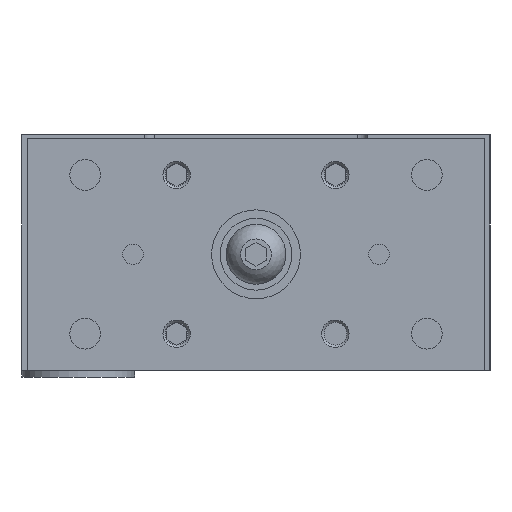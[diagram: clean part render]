
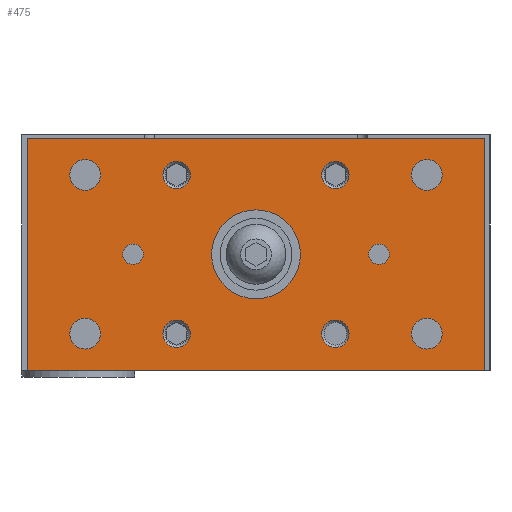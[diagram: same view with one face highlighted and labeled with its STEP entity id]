
A CAD part, left-side view. The second image highlights one B-rep face of the part: STEP entity #475.
In plain terms, the highlighted planar face has unit normal (-1, 0, 0).
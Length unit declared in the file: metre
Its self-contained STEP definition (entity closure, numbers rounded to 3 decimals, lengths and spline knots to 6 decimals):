
#475 = ADVANCED_FACE( '', ( #1308, #1309, #1310, #1311, #1312, #1313, #1314, #1315, #1316, #1317, #1318, #1319 ), #1320, .T. );
#1308 = FACE_OUTER_BOUND( '', #2775, .T. );
#1309 = FACE_BOUND( '', #2776, .T. );
#1310 = FACE_BOUND( '', #2777, .T. );
#1311 = FACE_BOUND( '', #2778, .T. );
#1312 = FACE_BOUND( '', #2779, .T. );
#1313 = FACE_BOUND( '', #2780, .T. );
#1314 = FACE_BOUND( '', #2781, .T. );
#1315 = FACE_BOUND( '', #2782, .T. );
#1316 = FACE_BOUND( '', #2783, .T. );
#1317 = FACE_BOUND( '', #2784, .T. );
#1318 = FACE_BOUND( '', #2785, .T. );
#1319 = FACE_BOUND( '', #2786, .T. );
#1320 = PLANE( '', #2787 );
#2775 = EDGE_LOOP( '', ( #4358, #4359, #4360, #4361 ) );
#2776 = EDGE_LOOP( '', ( #4362 ) );
#2777 = EDGE_LOOP( '', ( #4363 ) );
#2778 = EDGE_LOOP( '', ( #4364 ) );
#2779 = EDGE_LOOP( '', ( #4365 ) );
#2780 = EDGE_LOOP( '', ( #4366 ) );
#2781 = EDGE_LOOP( '', ( #4367 ) );
#2782 = EDGE_LOOP( '', ( #4368 ) );
#2783 = EDGE_LOOP( '', ( #4369 ) );
#2784 = EDGE_LOOP( '', ( #4370 ) );
#2785 = EDGE_LOOP( '', ( #4371 ) );
#2786 = EDGE_LOOP( '', ( #4372 ) );
#2787 = AXIS2_PLACEMENT_3D( '', #4373, #4374, #4375 );
#4358 = ORIENTED_EDGE( '', *, *, #7092, .T. );
#4359 = ORIENTED_EDGE( '', *, *, #7093, .T. );
#4360 = ORIENTED_EDGE( '', *, *, #7094, .T. );
#4361 = ORIENTED_EDGE( '', *, *, #7095, .T. );
#4362 = ORIENTED_EDGE( '', *, *, #7096, .T. );
#4363 = ORIENTED_EDGE( '', *, *, #7097, .F. );
#4364 = ORIENTED_EDGE( '', *, *, #7098, .F. );
#4365 = ORIENTED_EDGE( '', *, *, #7099, .T. );
#4366 = ORIENTED_EDGE( '', *, *, #7100, .T. );
#4367 = ORIENTED_EDGE( '', *, *, #7101, .F. );
#4368 = ORIENTED_EDGE( '', *, *, #7102, .T. );
#4369 = ORIENTED_EDGE( '', *, *, #7103, .F. );
#4370 = ORIENTED_EDGE( '', *, *, #7104, .F. );
#4371 = ORIENTED_EDGE( '', *, *, #6995, .T. );
#4372 = ORIENTED_EDGE( '', *, *, #7105, .T. );
#4373 = CARTESIAN_POINT( '', ( -0.027, -0.067, -0.001 ) );
#4374 = DIRECTION( '', ( -1., 0., 0. ) );
#4375 = DIRECTION( '', ( 0., 0., 1. ) );
#6995 = EDGE_CURVE( '', #8062, #8062, #8063, .T. );
#7092 = EDGE_CURVE( '', #8232, #8233, #8234, .T. );
#7093 = EDGE_CURVE( '', #8233, #8235, #8236, .T. );
#7094 = EDGE_CURVE( '', #8235, #8237, #8238, .T. );
#7095 = EDGE_CURVE( '', #8237, #8232, #8239, .T. );
#7096 = EDGE_CURVE( '', #8240, #8240, #8241, .T. );
#7097 = EDGE_CURVE( '', #8242, #8242, #8243, .T. );
#7098 = EDGE_CURVE( '', #8244, #8244, #8245, .T. );
#7099 = EDGE_CURVE( '', #8246, #8246, #8247, .T. );
#7100 = EDGE_CURVE( '', #8248, #8248, #8249, .T. );
#7101 = EDGE_CURVE( '', #8250, #8250, #8251, .T. );
#7102 = EDGE_CURVE( '', #8252, #8252, #8253, .T. );
#7103 = EDGE_CURVE( '', #8254, #8254, #8255, .T. );
#7104 = EDGE_CURVE( '', #8256, #8256, #8257, .T. );
#7105 = EDGE_CURVE( '', #8258, #8258, #8259, .T. );
#8062 = VERTEX_POINT( '', #9616 );
#8063 = CIRCLE( '', #9617, 0.004 );
#8232 = VERTEX_POINT( '', #9908 );
#8233 = VERTEX_POINT( '', #9909 );
#8234 = LINE( '', #9910, #9911 );
#8235 = VERTEX_POINT( '', #9912 );
#8236 = LINE( '', #9913, #9914 );
#8237 = VERTEX_POINT( '', #9915 );
#8238 = LINE( '', #9916, #9917 );
#8239 = LINE( '', #9918, #9919 );
#8240 = VERTEX_POINT( '', #9920 );
#8241 = CIRCLE( '', #9921, 0.0045 );
#8242 = VERTEX_POINT( '', #9922 );
#8243 = CIRCLE( '', #9923, 0.0045 );
#8244 = VERTEX_POINT( '', #9924 );
#8245 = CIRCLE( '', #9925, 0.0045 );
#8246 = VERTEX_POINT( '', #9926 );
#8247 = CIRCLE( '', #9927, 0.0045 );
#8248 = VERTEX_POINT( '', #9928 );
#8249 = CIRCLE( '', #9929, 0.003 );
#8250 = VERTEX_POINT( '', #9930 );
#8251 = CIRCLE( '', #9931, 0.003 );
#8252 = VERTEX_POINT( '', #9932 );
#8253 = CIRCLE( '', #9933, 0.004 );
#8254 = VERTEX_POINT( '', #9934 );
#8255 = CIRCLE( '', #9935, 0.004 );
#8256 = VERTEX_POINT( '', #9936 );
#8257 = CIRCLE( '', #9937, 0.004 );
#8258 = VERTEX_POINT( '', #9938 );
#8259 = CIRCLE( '', #9939, 0.013 );
#9616 = CARTESIAN_POINT( '', ( -0.027, -0.02725, -0.05825 ) );
#9617 = AXIS2_PLACEMENT_3D( '', #12061, #12062, #12063 );
#9908 = CARTESIAN_POINT( '', ( -0.027, -0.067, -0.069 ) );
#9909 = CARTESIAN_POINT( '', ( -0.027, -0.067, -0.001 ) );
#9910 = CARTESIAN_POINT( '', ( -0.027, -0.067, -0.069 ) );
#9911 = VECTOR( '', #12174, 1. );
#9912 = CARTESIAN_POINT( '', ( -0.027, 0.067, -0.001 ) );
#9913 = CARTESIAN_POINT( '', ( -0.027, -0.067, -0.001 ) );
#9914 = VECTOR( '', #12175, 1. );
#9915 = CARTESIAN_POINT( '', ( -0.027, 0.067, -0.069 ) );
#9916 = CARTESIAN_POINT( '', ( -0.027, 0.067, -0.001 ) );
#9917 = VECTOR( '', #12176, 1. );
#9918 = CARTESIAN_POINT( '', ( -0.027, 0.067, -0.069 ) );
#9919 = VECTOR( '', #12177, 1. );
#9920 = CARTESIAN_POINT( '', ( -0.027, 0.0455, -0.01175 ) );
#9921 = AXIS2_PLACEMENT_3D( '', #12178, #12179, #12180 );
#9922 = CARTESIAN_POINT( '', ( -0.027, -0.0455, -0.01175 ) );
#9923 = AXIS2_PLACEMENT_3D( '', #12181, #12182, #12183 );
#9924 = CARTESIAN_POINT( '', ( -0.027, 0.0455, -0.05825 ) );
#9925 = AXIS2_PLACEMENT_3D( '', #12184, #12185, #12186 );
#9926 = CARTESIAN_POINT( '', ( -0.027, -0.0455, -0.05825 ) );
#9927 = AXIS2_PLACEMENT_3D( '', #12187, #12188, #12189 );
#9928 = CARTESIAN_POINT( '', ( -0.027, 0.039, -0.035 ) );
#9929 = AXIS2_PLACEMENT_3D( '', #12190, #12191, #12192 );
#9930 = CARTESIAN_POINT( '', ( -0.027, -0.039, -0.035 ) );
#9931 = AXIS2_PLACEMENT_3D( '', #12193, #12194, #12195 );
#9932 = CARTESIAN_POINT( '', ( -0.027, 0.02725, -0.01175 ) );
#9933 = AXIS2_PLACEMENT_3D( '', #12196, #12197, #12198 );
#9934 = CARTESIAN_POINT( '', ( -0.027, -0.02725, -0.01175 ) );
#9935 = AXIS2_PLACEMENT_3D( '', #12199, #12200, #12201 );
#9936 = CARTESIAN_POINT( '', ( -0.027, 0.02725, -0.05825 ) );
#9937 = AXIS2_PLACEMENT_3D( '', #12202, #12203, #12204 );
#9938 = CARTESIAN_POINT( '', ( -0.027, 0.013, -0.035 ) );
#9939 = AXIS2_PLACEMENT_3D( '', #12205, #12206, #12207 );
#12061 = CARTESIAN_POINT( '', ( -0.027, -0.02325, -0.05825 ) );
#12062 = DIRECTION( '', ( 1., 0., 0. ) );
#12063 = DIRECTION( '', ( 0., -1., 0. ) );
#12174 = DIRECTION( '', ( 0., 0., 1. ) );
#12175 = DIRECTION( '', ( 0., 1., 0. ) );
#12176 = DIRECTION( '', ( 0., 0., -1. ) );
#12177 = DIRECTION( '', ( 0., -1., 0. ) );
#12178 = CARTESIAN_POINT( '', ( -0.027, 0.05, -0.01175 ) );
#12179 = DIRECTION( '', ( 1., 0., 0. ) );
#12180 = DIRECTION( '', ( 0., -1., 0. ) );
#12181 = CARTESIAN_POINT( '', ( -0.027, -0.05, -0.01175 ) );
#12182 = DIRECTION( '', ( -1., 0., 0. ) );
#12183 = DIRECTION( '', ( 0., 1., 0. ) );
#12184 = CARTESIAN_POINT( '', ( -0.027, 0.05, -0.05825 ) );
#12185 = DIRECTION( '', ( -1., 0., 0. ) );
#12186 = DIRECTION( '', ( 0., -1., 0. ) );
#12187 = CARTESIAN_POINT( '', ( -0.027, -0.05, -0.05825 ) );
#12188 = DIRECTION( '', ( 1., 0., 0. ) );
#12189 = DIRECTION( '', ( 0., 1., 0. ) );
#12190 = CARTESIAN_POINT( '', ( -0.027, 0.036, -0.035 ) );
#12191 = DIRECTION( '', ( 1., 0., 0. ) );
#12192 = DIRECTION( '', ( 0., 1., 0. ) );
#12193 = CARTESIAN_POINT( '', ( -0.027, -0.036, -0.035 ) );
#12194 = DIRECTION( '', ( -1., 0., 0. ) );
#12195 = DIRECTION( '', ( 0., -1., 0. ) );
#12196 = CARTESIAN_POINT( '', ( -0.027, 0.02325, -0.01175 ) );
#12197 = DIRECTION( '', ( 1., 0., 0. ) );
#12198 = DIRECTION( '', ( 0., 1., 0. ) );
#12199 = CARTESIAN_POINT( '', ( -0.027, -0.02325, -0.01175 ) );
#12200 = DIRECTION( '', ( -1., 0., 0. ) );
#12201 = DIRECTION( '', ( 0., -1., 0. ) );
#12202 = CARTESIAN_POINT( '', ( -0.027, 0.02325, -0.05825 ) );
#12203 = DIRECTION( '', ( -1., 0., 0. ) );
#12204 = DIRECTION( '', ( 0., 1., 0. ) );
#12205 = CARTESIAN_POINT( '', ( -0.027, 0., -0.035 ) );
#12206 = DIRECTION( '', ( 1., 0., 0. ) );
#12207 = DIRECTION( '', ( 0., 1., 0. ) );
